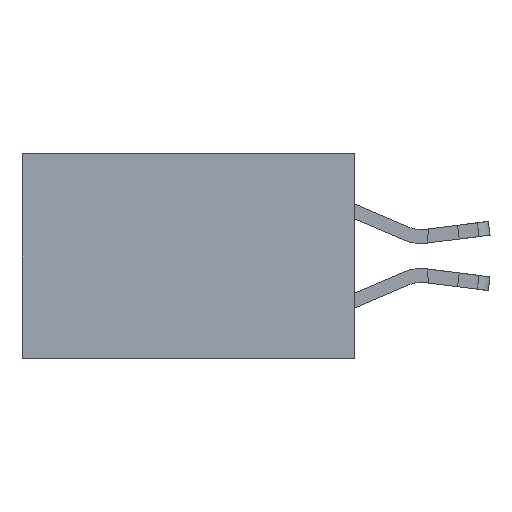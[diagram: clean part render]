
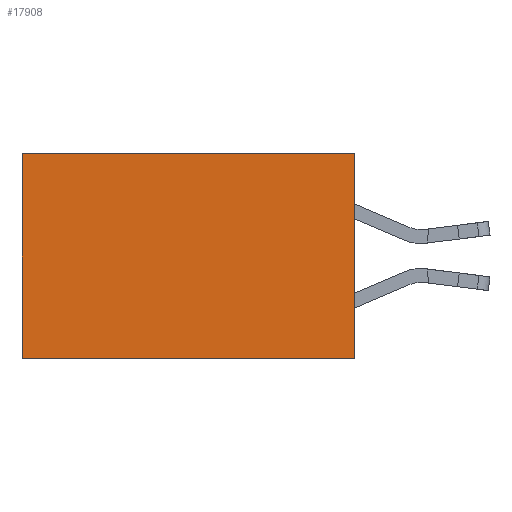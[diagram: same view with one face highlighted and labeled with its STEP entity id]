
A CAD part, left-side view. The second image highlights one B-rep face of the part: STEP entity #17908.
In plain terms, the highlighted planar face has unit normal (-1, 0, 0).
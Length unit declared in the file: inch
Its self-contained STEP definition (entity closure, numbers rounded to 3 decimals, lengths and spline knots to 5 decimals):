
#404 = ORIENTED_EDGE ( 'NONE', *, *, #813, .T. ) ;
#813 = EDGE_CURVE ( 'NONE', #3312, #13366, #5392, .T. ) ;
#1418 = CARTESIAN_POINT ( 'NONE',  ( 0.2615, 0., 0. ) ) ;
#2048 = ORIENTED_EDGE ( 'NONE', *, *, #18919, .T. ) ;
#2413 = ORIENTED_EDGE ( 'NONE', *, *, #17018, .F. ) ;
#3250 = DIRECTION ( 'NONE',  ( 0., 1., 0. ) ) ;
#3312 = VERTEX_POINT ( 'NONE', #6464 ) ;
#3442 = VECTOR ( 'NONE', #3250, 39.37008 ) ;
#5392 = LINE ( 'NONE', #20982, #14963 ) ;
#5745 = VERTEX_POINT ( 'NONE', #19955 ) ;
#6139 = FACE_OUTER_BOUND ( 'NONE', #15085, .T. ) ;
#6253 = CARTESIAN_POINT ( 'NONE',  ( 0.2615, 0., -0.37 ) ) ;
#6370 = PLANE ( 'NONE',  #12713 ) ;
#6464 = CARTESIAN_POINT ( 'NONE',  ( 0.2615, 0.6, 0. ) ) ;
#7263 = LINE ( 'NONE', #19111, #18474 ) ;
#10081 = LINE ( 'NONE', #1418, #3442 ) ;
#10819 = DIRECTION ( 'NONE',  ( 0., 1., 0. ) ) ;
#11064 = DIRECTION ( 'NONE',  ( 0., 0., -1. ) ) ;
#12713 = AXIS2_PLACEMENT_3D ( 'NONE', #6253, #13332, #11064 ) ;
#13332 = DIRECTION ( 'NONE',  ( 1., 0., 0. ) ) ;
#13366 = VERTEX_POINT ( 'NONE', #21684 ) ;
#13808 = DIRECTION ( 'NONE',  ( 0., 0., -1. ) ) ;
#14963 = VECTOR ( 'NONE', #20637, 39.37008 ) ;
#15085 = EDGE_LOOP ( 'NONE', ( #404, #2413, #16420, #2048 ) ) ;
#15494 = CARTESIAN_POINT ( 'NONE',  ( 0.2615, 0., -0.37 ) ) ;
#16420 = ORIENTED_EDGE ( 'NONE', *, *, #19575, .F. ) ;
#17018 = EDGE_CURVE ( 'NONE', #18053, #13366, #7263, .T. ) ;
#17169 = CARTESIAN_POINT ( 'NONE',  ( 0.2615, 0., -0.37 ) ) ;
#17317 = LINE ( 'NONE', #15494, #22169 ) ;
#17908 = ADVANCED_FACE ( 'NONE', ( #6139 ), #6370, .F. ) ;
#18053 = VERTEX_POINT ( 'NONE', #17169 ) ;
#18474 = VECTOR ( 'NONE', #10819, 39.37008 ) ;
#18919 = EDGE_CURVE ( 'NONE', #5745, #3312, #10081, .T. ) ;
#19111 = CARTESIAN_POINT ( 'NONE',  ( 0.2615, 0., -0.37 ) ) ;
#19575 = EDGE_CURVE ( 'NONE', #5745, #18053, #17317, .T. ) ;
#19955 = CARTESIAN_POINT ( 'NONE',  ( 0.2615, 0., 0. ) ) ;
#20637 = DIRECTION ( 'NONE',  ( 0., 0., -1. ) ) ;
#20982 = CARTESIAN_POINT ( 'NONE',  ( 0.2615, 0.6, -0.37 ) ) ;
#21684 = CARTESIAN_POINT ( 'NONE',  ( 0.2615, 0.6, -0.37 ) ) ;
#22169 = VECTOR ( 'NONE', #13808, 39.37008 ) ;
